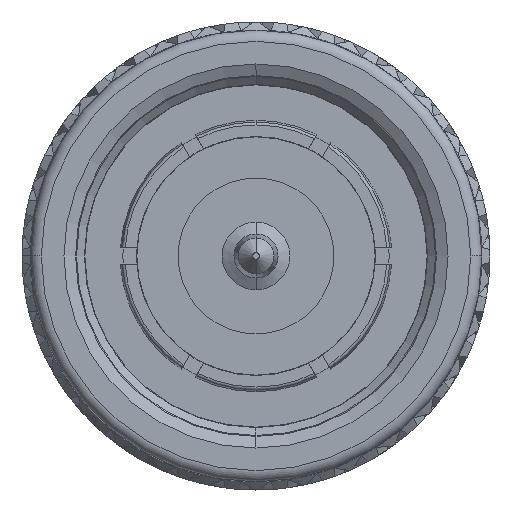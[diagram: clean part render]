
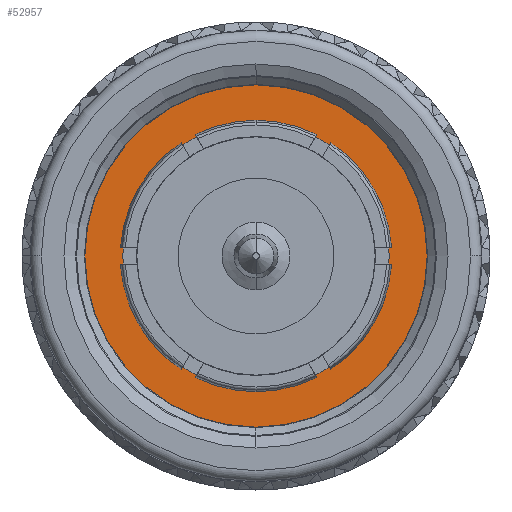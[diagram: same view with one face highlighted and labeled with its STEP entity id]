
A CAD part, left-side view. The second image highlights one B-rep face of the part: STEP entity #52957.
In plain terms, the highlighted planar face has unit normal (-1, 0, 0).
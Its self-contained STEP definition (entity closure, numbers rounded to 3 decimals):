
#597 = CARTESIAN_POINT ( 'NONE',  ( 8.31, 0., -4.122 ) ) ;
#2319 = VERTEX_POINT ( 'NONE', #80845 ) ;
#4364 = CARTESIAN_POINT ( 'NONE',  ( 8.31, 0., 4.122 ) ) ;
#9954 = EDGE_LOOP ( 'NONE', ( #16452, #11022 ) ) ;
#11022 = ORIENTED_EDGE ( 'NONE', *, *, #13468, .T. ) ;
#11106 = EDGE_CURVE ( 'NONE', #44499, #72546, #69721, .T. ) ;
#12843 = CIRCLE ( 'NONE', #20033, 5.59 ) ;
#13029 = DIRECTION ( 'NONE',  ( 0., 0., 1. ) ) ;
#13468 = EDGE_CURVE ( 'NONE', #53689, #2319, #12843, .T. ) ;
#14388 = DIRECTION ( 'NONE',  ( 0., 0., 1. ) ) ;
#14641 = EDGE_CURVE ( 'NONE', #72546, #44499, #82092, .T. ) ;
#16452 = ORIENTED_EDGE ( 'NONE', *, *, #17561, .T. ) ;
#17561 = EDGE_CURVE ( 'NONE', #2319, #53689, #25027, .T. ) ;
#20033 = AXIS2_PLACEMENT_3D ( 'NONE', #107735, #31571, #99383 ) ;
#25027 = CIRCLE ( 'NONE', #80034, 5.59 ) ;
#30283 = CARTESIAN_POINT ( 'NONE',  ( 8.31, 0., 0. ) ) ;
#31571 = DIRECTION ( 'NONE',  ( -1., 0., 0. ) ) ;
#34739 = AXIS2_PLACEMENT_3D ( 'NONE', #84461, #75595, #109543 ) ;
#40755 = DIRECTION ( 'NONE',  ( -1., 0., 0. ) ) ;
#44499 = VERTEX_POINT ( 'NONE', #597 ) ;
#49046 = CARTESIAN_POINT ( 'NONE',  ( 8.31, 0., 0. ) ) ;
#50532 = FACE_BOUND ( 'NONE', #53903, .T. ) ;
#51836 = AXIS2_PLACEMENT_3D ( 'NONE', #49046, #40755, #98582 ) ;
#52957 = ADVANCED_FACE ( 'NONE', ( #83365, #50532 ), #73927, .T. ) ;
#53689 = VERTEX_POINT ( 'NONE', #82987 ) ;
#53903 = EDGE_LOOP ( 'NONE', ( #108748, #82950 ) ) ;
#58263 = CARTESIAN_POINT ( 'NONE',  ( 8.31, 0., 0. ) ) ;
#69721 = CIRCLE ( 'NONE', #73212, 4.122 ) ;
#72546 = VERTEX_POINT ( 'NONE', #4364 ) ;
#73212 = AXIS2_PLACEMENT_3D ( 'NONE', #30283, #105333, #13029 ) ;
#73927 = PLANE ( 'NONE',  #34739 ) ;
#75595 = DIRECTION ( 'NONE',  ( -1., 0., 0. ) ) ;
#80034 = AXIS2_PLACEMENT_3D ( 'NONE', #58263, #90510, #14388 ) ;
#80845 = CARTESIAN_POINT ( 'NONE',  ( 8.31, 0., 5.59 ) ) ;
#82092 = CIRCLE ( 'NONE', #51836, 4.122 ) ;
#82950 = ORIENTED_EDGE ( 'NONE', *, *, #11106, .F. ) ;
#82987 = CARTESIAN_POINT ( 'NONE',  ( 8.31, 0., -5.59 ) ) ;
#83365 = FACE_OUTER_BOUND ( 'NONE', #9954, .T. ) ;
#84461 = CARTESIAN_POINT ( 'NONE',  ( 8.31, 5.59, 0. ) ) ;
#90510 = DIRECTION ( 'NONE',  ( -1., 0., 0. ) ) ;
#98582 = DIRECTION ( 'NONE',  ( 0., 0., 1. ) ) ;
#99383 = DIRECTION ( 'NONE',  ( 0., 0., 1. ) ) ;
#105333 = DIRECTION ( 'NONE',  ( -1., 0., 0. ) ) ;
#107735 = CARTESIAN_POINT ( 'NONE',  ( 8.31, 0., 0. ) ) ;
#108748 = ORIENTED_EDGE ( 'NONE', *, *, #14641, .F. ) ;
#109543 = DIRECTION ( 'NONE',  ( 0., 0., 1. ) ) ;
